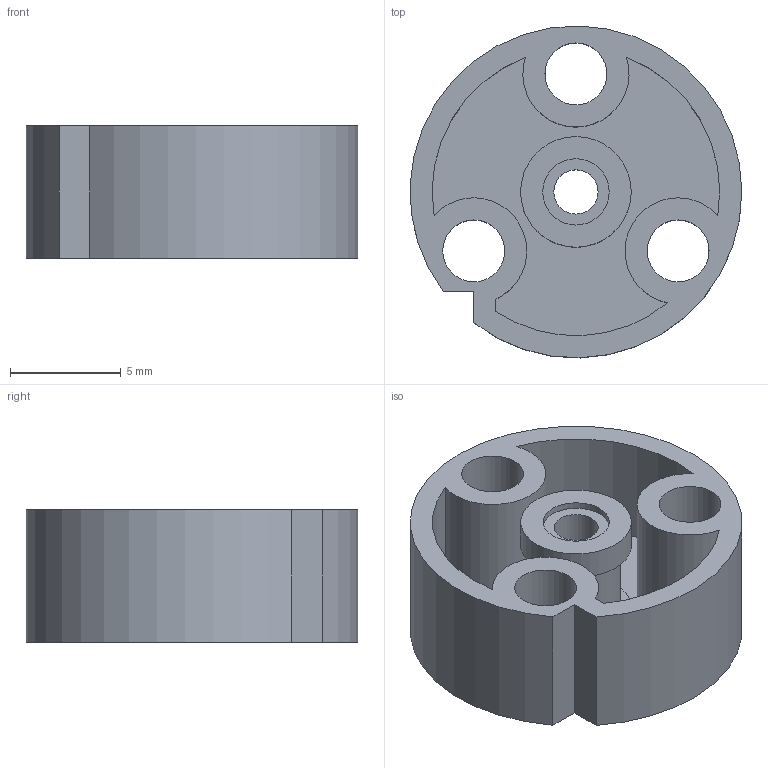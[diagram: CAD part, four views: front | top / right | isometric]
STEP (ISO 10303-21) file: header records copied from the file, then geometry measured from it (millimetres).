
FILE_DESCRIPTION(/* description */ (''),/* implementation_level */ '2;1');
FILE_NAME(/* name */ '20_Cube_Insert_Lightsheet_FEPTube_sealingtube.ipt.step',/* time_stamp */ '2022-11-29T08:06:25+01:00',/* author */ ('Prakash Lab'),/* organization */ (''),/* preprocessor_version */ 'ST-DEVELOPER v18.1',/* originating_system */ 'Autodesk Inventor 2022',/* authorisation */ '');
FILE_SCHEMA (('AUTOMOTIVE_DESIGN { 1 0 10303 214 3 1 1 }'));
Length unit declared in the file: millimetre
Products named in the file (1): 20_Cube_Insert_Lightsheet_FEPTube_sealingtube
Bounding box: 14.99 x 15 x 6 mm (x, y, z)
Volume: 541.2 mm3; surface area: 1142.9 mm2
Topology: 1 solids, 1 shells, 27 faces, 57 edges, 38 vertices
Faces by surface type: cylinder 16, plane 11
Full cylindrical faces by diameter (mm): 2 x1, 2.8 x3, 3 x2, 4 x1, 5 x2
Entity records: 800 total; most frequent: DIRECTION 145, CARTESIAN_POINT 123, ORIENTED_EDGE 114, AXIS2_PLACEMENT_3D 60, EDGE_CURVE 57, EDGE_LOOP 41, VERTEX_POINT 38, CIRCLE 32
